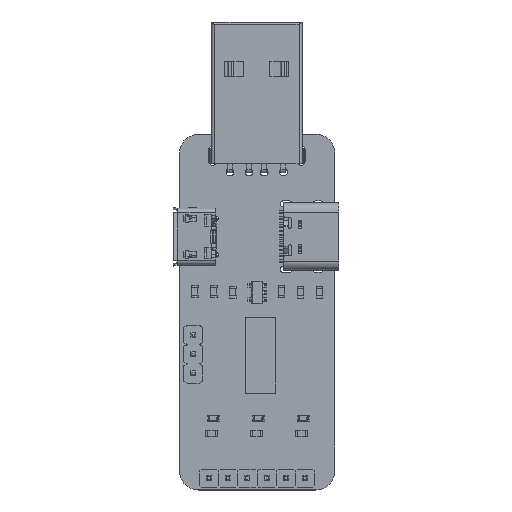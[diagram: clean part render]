
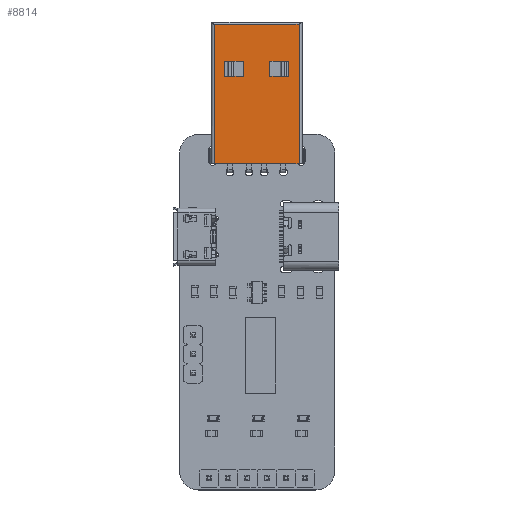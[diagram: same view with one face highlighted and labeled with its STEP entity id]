
A CAD part, top view. The second image highlights one B-rep face of the part: STEP entity #8814.
In plain terms, the highlighted face is planar.
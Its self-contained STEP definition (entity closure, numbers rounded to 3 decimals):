
#6074 = VERTEX_POINT('',#6075);
#6075 = CARTESIAN_POINT('',(1.75,4.5,-5.2));
#6081 = EDGE_CURVE('',#6082,#6074,#6084,.T.);
#6082 = VERTEX_POINT('',#6083);
#6083 = CARTESIAN_POINT('',(4.25,4.5,-5.2));
#6084 = LINE('',#6085,#6086);
#6085 = CARTESIAN_POINT('',(5.,4.5,-5.2));
#6086 = VECTOR('',#6087,1.);
#6087 = DIRECTION('',(-1.,0.,0.));
#6129 = EDGE_CURVE('',#6130,#6082,#6132,.T.);
#6130 = VERTEX_POINT('',#6131);
#6131 = CARTESIAN_POINT('',(4.25,4.5,-7.2));
#6132 = LINE('',#6133,#6134);
#6133 = CARTESIAN_POINT('',(4.25,4.5,-12.45));
#6134 = VECTOR('',#6135,1.);
#6135 = DIRECTION('',(0.,0.,1.));
#6160 = EDGE_CURVE('',#6161,#6130,#6163,.T.);
#6161 = VERTEX_POINT('',#6162);
#6162 = CARTESIAN_POINT('',(1.75,4.5,-7.2));
#6163 = LINE('',#6164,#6165);
#6164 = CARTESIAN_POINT('',(5.,4.5,-7.2));
#6165 = VECTOR('',#6166,1.);
#6166 = DIRECTION('',(1.,0.,0.));
#6189 = EDGE_CURVE('',#6074,#6161,#6190,.T.);
#6190 = LINE('',#6191,#6192);
#6191 = CARTESIAN_POINT('',(1.75,4.5,-12.45));
#6192 = VECTOR('',#6193,1.);
#6193 = DIRECTION('',(0.,0.,-1.));
#6239 = VERTEX_POINT('',#6240);
#6240 = CARTESIAN_POINT('',(-4.25,4.5,-5.2));
#6246 = EDGE_CURVE('',#6247,#6239,#6249,.T.);
#6247 = VERTEX_POINT('',#6248);
#6248 = CARTESIAN_POINT('',(-1.75,4.5,-5.2));
#6249 = LINE('',#6250,#6251);
#6250 = CARTESIAN_POINT('',(2.,4.5,-5.2));
#6251 = VECTOR('',#6252,1.);
#6252 = DIRECTION('',(-1.,0.,0.));
#6294 = EDGE_CURVE('',#6295,#6247,#6297,.T.);
#6295 = VERTEX_POINT('',#6296);
#6296 = CARTESIAN_POINT('',(-1.75,4.5,-7.2));
#6297 = LINE('',#6298,#6299);
#6298 = CARTESIAN_POINT('',(-1.75,4.5,-12.45));
#6299 = VECTOR('',#6300,1.);
#6300 = DIRECTION('',(0.,0.,1.));
#6325 = EDGE_CURVE('',#6326,#6295,#6328,.T.);
#6326 = VERTEX_POINT('',#6327);
#6327 = CARTESIAN_POINT('',(-4.25,4.5,-7.2));
#6328 = LINE('',#6329,#6330);
#6329 = CARTESIAN_POINT('',(2.,4.5,-7.2));
#6330 = VECTOR('',#6331,1.);
#6331 = DIRECTION('',(1.,0.,0.));
#6354 = EDGE_CURVE('',#6239,#6326,#6355,.T.);
#6355 = LINE('',#6356,#6357);
#6356 = CARTESIAN_POINT('',(-4.25,4.5,-12.45));
#6357 = VECTOR('',#6358,1.);
#6358 = DIRECTION('',(0.,0.,-1.));
#7359 = VERTEX_POINT('',#7360);
#7360 = CARTESIAN_POINT('',(-5.597,4.5,-18.7));
#7366 = EDGE_CURVE('',#7367,#7359,#7369,.T.);
#7367 = VERTEX_POINT('',#7368);
#7368 = CARTESIAN_POINT('',(5.597,4.5,-18.7));
#7369 = LINE('',#7370,#7371);
#7370 = CARTESIAN_POINT('',(7.,4.5,-18.7));
#7371 = VECTOR('',#7372,1.);
#7372 = DIRECTION('',(-1.,0.,0.));
#8033 = VERTEX_POINT('',#8034);
#8034 = CARTESIAN_POINT('',(-5.597,4.5,-0.298));
#8040 = EDGE_CURVE('',#8033,#7359,#8041,.T.);
#8041 = LINE('',#8042,#8043);
#8042 = CARTESIAN_POINT('',(-5.597,4.5,-19.2));
#8043 = VECTOR('',#8044,1.);
#8044 = DIRECTION('',(0.,0.,-1.));
#8498 = VERTEX_POINT('',#8499);
#8499 = CARTESIAN_POINT('',(5.597,4.5,-0.298));
#8507 = EDGE_CURVE('',#7367,#8498,#8508,.T.);
#8508 = LINE('',#8509,#8510);
#8509 = CARTESIAN_POINT('',(5.597,4.5,-19.2));
#8510 = VECTOR('',#8511,1.);
#8511 = DIRECTION('',(0.,0.,1.));
#8814 = ADVANCED_FACE('',(#8815,#8821,#8827),#8838,.T.);
#8815 = FACE_BOUND('',#8816,.T.);
#8816 = EDGE_LOOP('',(#8817,#8818,#8819,#8820));
#8817 = ORIENTED_EDGE('',*,*,#6160,.T.);
#8818 = ORIENTED_EDGE('',*,*,#6129,.T.);
#8819 = ORIENTED_EDGE('',*,*,#6081,.T.);
#8820 = ORIENTED_EDGE('',*,*,#6189,.T.);
#8821 = FACE_BOUND('',#8822,.T.);
#8822 = EDGE_LOOP('',(#8823,#8824,#8825,#8826));
#8823 = ORIENTED_EDGE('',*,*,#6325,.T.);
#8824 = ORIENTED_EDGE('',*,*,#6294,.T.);
#8825 = ORIENTED_EDGE('',*,*,#6246,.T.);
#8826 = ORIENTED_EDGE('',*,*,#6354,.T.);
#8827 = FACE_BOUND('',#8828,.T.);
#8828 = EDGE_LOOP('',(#8829,#8830,#8836,#8837));
#8829 = ORIENTED_EDGE('',*,*,#8040,.F.);
#8830 = ORIENTED_EDGE('',*,*,#8831,.F.);
#8831 = EDGE_CURVE('',#8498,#8033,#8832,.T.);
#8832 = LINE('',#8833,#8834);
#8833 = CARTESIAN_POINT('',(7.,4.5,-0.298));
#8834 = VECTOR('',#8835,1.);
#8835 = DIRECTION('',(-1.,0.,0.));
#8836 = ORIENTED_EDGE('',*,*,#8507,.F.);
#8837 = ORIENTED_EDGE('',*,*,#7366,.T.);
#8838 = PLANE('',#8839);
#8839 = AXIS2_PLACEMENT_3D('',#8840,#8841,#8842);
#8840 = CARTESIAN_POINT('',(7.,4.5,-18.7));
#8841 = DIRECTION('',(0.,1.,0.));
#8842 = DIRECTION('',(0.,0.,-1.));
